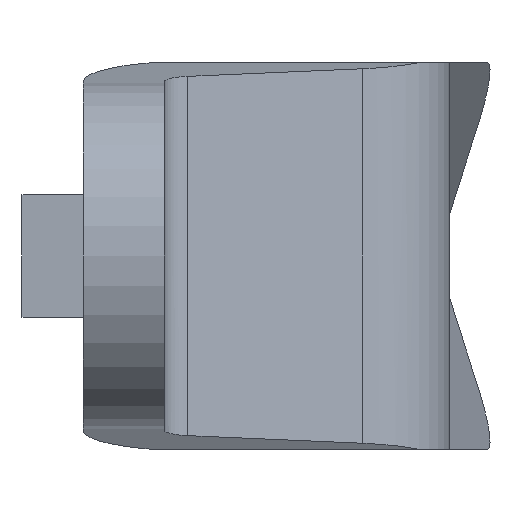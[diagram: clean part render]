
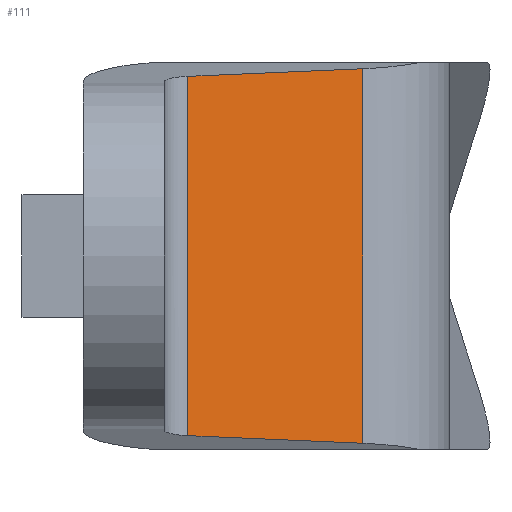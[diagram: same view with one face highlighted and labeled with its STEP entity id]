
A CAD part, left-side view. The second image highlights one B-rep face of the part: STEP entity #111.
In plain terms, the highlighted planar face has unit normal (-0.974, -0.228, 0).
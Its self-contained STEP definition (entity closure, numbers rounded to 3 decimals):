
#111 = ADVANCED_FACE( '', ( #225 ), #226, .F. );
#225 = FACE_OUTER_BOUND( '', #338, .T. );
#226 = PLANE( '', #339 );
#338 = EDGE_LOOP( '', ( #537, #538, #539, #540 ) );
#339 = AXIS2_PLACEMENT_3D( '', #541, #542, #543 );
#537 = ORIENTED_EDGE( '', *, *, #747, .T. );
#538 = ORIENTED_EDGE( '', *, *, #774, .T. );
#539 = ORIENTED_EDGE( '', *, *, #739, .F. );
#540 = ORIENTED_EDGE( '', *, *, #775, .T. );
#541 = CARTESIAN_POINT( '', ( 15.266, -1.157, 9.5 ) );
#542 = DIRECTION( '', ( 0.974, 0.228, 0. ) );
#543 = DIRECTION( '', ( -0.228, 0.974, 0. ) );
#739 = EDGE_CURVE( '', #893, #894, #895, .T. );
#747 = EDGE_CURVE( '', #909, #906, #910, .T. );
#774 = EDGE_CURVE( '', #906, #894, #947, .T. );
#775 = EDGE_CURVE( '', #893, #909, #948, .T. );
#893 = VERTEX_POINT( '', #1098 );
#894 = VERTEX_POINT( '', #1099 );
#895 = LINE( '', #1100, #1101 );
#906 = VERTEX_POINT( '', #1113 );
#909 = VERTEX_POINT( '', #1116 );
#910 = LINE( '', #1117, #1118 );
#947 = LINE( '', #1173, #1174 );
#948 = LINE( '', #1175, #1176 );
#1098 = CARTESIAN_POINT( '', ( 17.283, -9.756, 9.206 ) );
#1099 = CARTESIAN_POINT( '', ( 17.283, -9.756, -9.206 ) );
#1100 = CARTESIAN_POINT( '', ( 17.283, -9.756, 9.5 ) );
#1101 = VECTOR( '', #1288, 1000. );
#1113 = CARTESIAN_POINT( '', ( 15.266, -1.157, -8.832 ) );
#1116 = CARTESIAN_POINT( '', ( 15.266, -1.157, 8.832 ) );
#1117 = CARTESIAN_POINT( '', ( 15.266, -1.157, 9.5 ) );
#1118 = VECTOR( '', #1305, 1000. );
#1173 = CARTESIAN_POINT( '', ( 15.089, -0.403, -8.799 ) );
#1174 = VECTOR( '', #1333, 1000. );
#1175 = CARTESIAN_POINT( '', ( 15.273, -1.185, 8.833 ) );
#1176 = VECTOR( '', #1334, 1000. );
#1288 = DIRECTION( '', ( 0., 0., -1. ) );
#1305 = DIRECTION( '', ( 0., 0., -1. ) );
#1333 = DIRECTION( '', ( 0.228, -0.973, -0.042 ) );
#1334 = DIRECTION( '', ( -0.228, 0.973, -0.042 ) );
